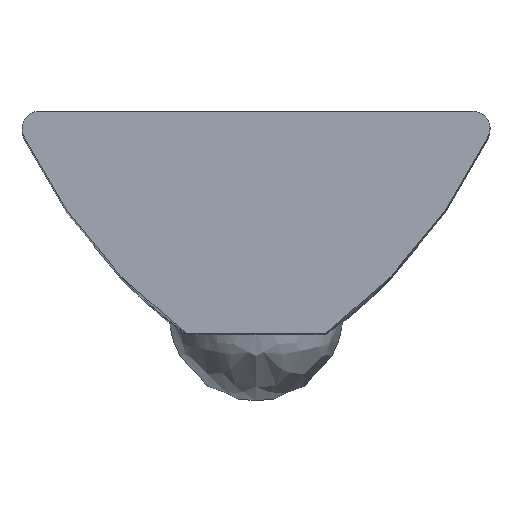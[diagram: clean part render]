
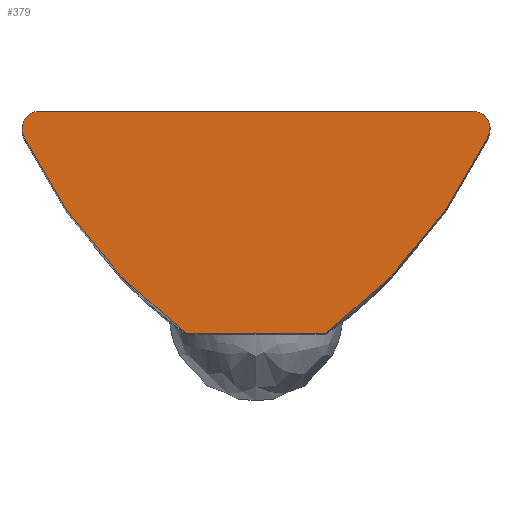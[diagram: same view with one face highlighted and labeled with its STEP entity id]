
A CAD part, top view. The second image highlights one B-rep face of the part: STEP entity #379.
In plain terms, the highlighted planar face has unit normal (0, 0, 1).
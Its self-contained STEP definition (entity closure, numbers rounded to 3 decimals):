
#6 = EDGE_CURVE ( 'NONE', #346, #16, #758, .T. ) ;
#16 = VERTEX_POINT ( 'NONE', #170 ) ;
#62 = CARTESIAN_POINT ( 'NONE',  ( -6.879, 4.89, 36. ) ) ;
#86 = CARTESIAN_POINT ( 'NONE',  ( -2., -7.2, 36. ) ) ;
#89 = VERTEX_POINT ( 'NONE', #510 ) ;
#96 = CARTESIAN_POINT ( 'NONE',  ( 6.879, 4.89, 36. ) ) ;
#123 = EDGE_CURVE ( 'NONE', #685, #335, #422, .T. ) ;
#128 = DIRECTION ( 'NONE',  ( 0., 0., 1. ) ) ;
#170 = CARTESIAN_POINT ( 'NONE',  ( 2., -7.2, 36. ) ) ;
#188 = ORIENTED_EDGE ( 'NONE', *, *, #6, .T. ) ;
#206 = CIRCLE ( 'NONE', #545, 0.5 ) ;
#211 = AXIS2_PLACEMENT_3D ( 'NONE', #62, #397, #965 ) ;
#231 = AXIS2_PLACEMENT_3D ( 'NONE', #781, #277, #767 ) ;
#253 = CARTESIAN_POINT ( 'NONE',  ( 0., -7.2, 36. ) ) ;
#254 = CARTESIAN_POINT ( 'NONE',  ( 6.233, -1.3, 36. ) ) ;
#261 = CARTESIAN_POINT ( 'NONE',  ( -6.686, -1.513, 36. ) ) ;
#277 = DIRECTION ( 'NONE',  ( 0., 0., 1. ) ) ;
#287 = CARTESIAN_POINT ( 'NONE',  ( 4.3, -0.8, 36. ) ) ;
#308 = EDGE_CURVE ( 'NONE', #16, #804, #315, .T. ) ;
#312 = ORIENTED_EDGE ( 'NONE', *, *, #656, .F. ) ;
#315 = CIRCLE ( 'NONE', #211, 15. ) ;
#329 = AXIS2_PLACEMENT_3D ( 'NONE', #96, #755, #986 ) ;
#335 = VERTEX_POINT ( 'NONE', #261 ) ;
#346 = VERTEX_POINT ( 'NONE', #86 ) ;
#371 = DIRECTION ( 'NONE',  ( 1., 0., 0. ) ) ;
#379 = ADVANCED_FACE ( 'NONE', ( #807 ), #516, .T. ) ;
#397 = DIRECTION ( 'NONE',  ( 0., 0., 1. ) ) ;
#422 = CIRCLE ( 'NONE', #231, 0.5 ) ;
#424 = EDGE_LOOP ( 'NONE', ( #695, #312, #748, #928, #436, #1072, #188 ) ) ;
#436 = ORIENTED_EDGE ( 'NONE', *, *, #123, .T. ) ;
#456 = EDGE_CURVE ( 'NONE', #634, #89, #840, .T. ) ;
#458 = CARTESIAN_POINT ( 'NONE',  ( -6.233, -1.3, 36. ) ) ;
#504 = DIRECTION ( 'NONE',  ( -1., 0., 0. ) ) ;
#510 = CARTESIAN_POINT ( 'NONE',  ( 6.233, -0.8, 36. ) ) ;
#516 = PLANE ( 'NONE',  #578 ) ;
#545 = AXIS2_PLACEMENT_3D ( 'NONE', #254, #681, #504 ) ;
#578 = AXIS2_PLACEMENT_3D ( 'NONE', #693, #691, #371 ) ;
#585 = EDGE_CURVE ( 'NONE', #335, #346, #818, .T. ) ;
#634 = VERTEX_POINT ( 'NONE', #743 ) ;
#656 = EDGE_CURVE ( 'NONE', #89, #804, #206, .T. ) ;
#681 = DIRECTION ( 'NONE',  ( 0., 0., -1. ) ) ;
#684 = CARTESIAN_POINT ( 'NONE',  ( -6.733, -1.3, 36. ) ) ;
#685 = VERTEX_POINT ( 'NONE', #684 ) ;
#691 = DIRECTION ( 'NONE',  ( 0., 0., 1. ) ) ;
#693 = CARTESIAN_POINT ( 'NONE',  ( 0., 0., 36. ) ) ;
#695 = ORIENTED_EDGE ( 'NONE', *, *, #308, .T. ) ;
#709 = CIRCLE ( 'NONE', #993, 0.5 ) ;
#743 = CARTESIAN_POINT ( 'NONE',  ( -6.233, -0.8, 36. ) ) ;
#748 = ORIENTED_EDGE ( 'NONE', *, *, #456, .F. ) ;
#755 = DIRECTION ( 'NONE',  ( 0., 0., 1. ) ) ;
#758 = LINE ( 'NONE', #253, #946 ) ;
#767 = DIRECTION ( 'NONE',  ( -1., 0., 0. ) ) ;
#769 = DIRECTION ( 'NONE',  ( 1., 0., 0. ) ) ;
#779 = DIRECTION ( 'NONE',  ( -1., 0., 0. ) ) ;
#781 = CARTESIAN_POINT ( 'NONE',  ( -6.233, -1.3, 36. ) ) ;
#804 = VERTEX_POINT ( 'NONE', #843 ) ;
#807 = FACE_OUTER_BOUND ( 'NONE', #424, .T. ) ;
#818 = CIRCLE ( 'NONE', #329, 15. ) ;
#840 = LINE ( 'NONE', #287, #1021 ) ;
#843 = CARTESIAN_POINT ( 'NONE',  ( 6.686, -1.513, 36. ) ) ;
#844 = EDGE_CURVE ( 'NONE', #634, #685, #709, .T. ) ;
#899 = DIRECTION ( 'NONE',  ( 1., 0., 0. ) ) ;
#928 = ORIENTED_EDGE ( 'NONE', *, *, #844, .T. ) ;
#946 = VECTOR ( 'NONE', #899, 1000. ) ;
#965 = DIRECTION ( 'NONE',  ( -1., 0., 0. ) ) ;
#986 = DIRECTION ( 'NONE',  ( -1., 0., 0. ) ) ;
#993 = AXIS2_PLACEMENT_3D ( 'NONE', #458, #128, #779 ) ;
#1021 = VECTOR ( 'NONE', #769, 1000. ) ;
#1072 = ORIENTED_EDGE ( 'NONE', *, *, #585, .T. ) ;
